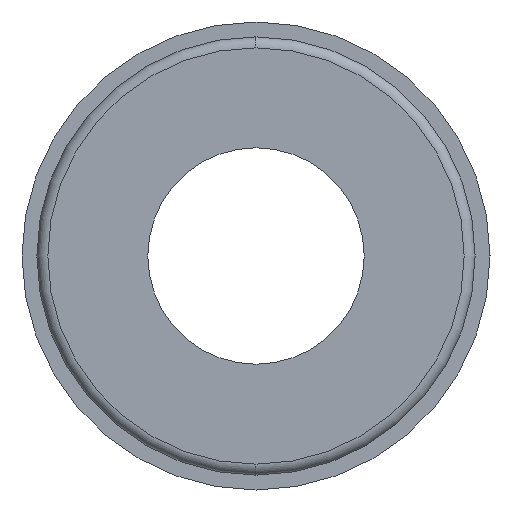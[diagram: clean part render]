
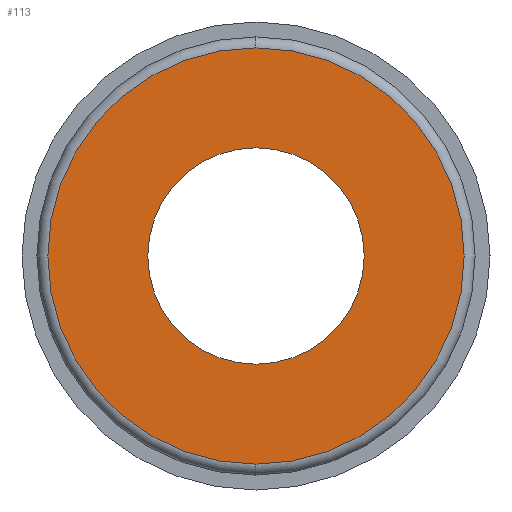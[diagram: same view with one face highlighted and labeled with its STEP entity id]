
A CAD part, left-side view. The second image highlights one B-rep face of the part: STEP entity #113.
In plain terms, the highlighted planar face has unit normal (-1, 0, 0).
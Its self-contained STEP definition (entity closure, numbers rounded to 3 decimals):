
#113=ADVANCED_FACE('',(#257,#258),#259,.T.);
#257=FACE_BOUND('',#402,.T.);
#258=FACE_OUTER_BOUND('',#403,.T.);
#259=PLANE('',#404);
#402=EDGE_LOOP('',(#951,#952));
#403=EDGE_LOOP('',(#953,#954,#955));
#404=AXIS2_PLACEMENT_3D('',#956,#957,#958);
#951=ORIENTED_EDGE('',*,*,#1110,.T.);
#952=ORIENTED_EDGE('',*,*,#1038,.T.);
#953=ORIENTED_EDGE('',*,*,#1132,.T.);
#954=ORIENTED_EDGE('',*,*,#963,.T.);
#955=ORIENTED_EDGE('',*,*,#1133,.T.);
#956=CARTESIAN_POINT('',(-12.87,-1.924,0.0));
#957=DIRECTION('',(-1.0,0.,0.0));
#958=DIRECTION('',(0.,-1.0,0.0));
#963=EDGE_CURVE('',#1135,#1141,#1143,.T.);
#1038=EDGE_CURVE('',#1277,#1281,#1283,.T.);
#1110=EDGE_CURVE('',#1281,#1277,#1399,.T.);
#1132=EDGE_CURVE('',#1422,#1135,#1423,.T.);
#1133=EDGE_CURVE('',#1141,#1422,#1424,.T.);
#1135=VERTEX_POINT('',#1426);
#1141=VERTEX_POINT('',#1432);
#1143=CIRCLE('',#1434,3.848);
#1277=VERTEX_POINT('',#1651);
#1281=VERTEX_POINT('',#1656);
#1283=CIRCLE('',#1659,2.0);
#1399=CIRCLE('',#1876,2.0);
#1422=VERTEX_POINT('',#1899);
#1423=CIRCLE('',#1900,3.848);
#1424=CIRCLE('',#1901,3.848);
#1426=CARTESIAN_POINT('',(-12.87,0.,3.848));
#1432=CARTESIAN_POINT('',(-12.87,0.,-3.848));
#1434=AXIS2_PLACEMENT_3D('',#1914,#1915,#1916);
#1651=CARTESIAN_POINT('',(-12.87,0.,-2.0));
#1656=CARTESIAN_POINT('',(-12.87,0.,2.0));
#1659=AXIS2_PLACEMENT_3D('',#2077,#2078,#2079);
#1876=AXIS2_PLACEMENT_3D('',#2183,#2184,#2185);
#1899=CARTESIAN_POINT('',(-12.87,-3.848,0.0));
#1900=AXIS2_PLACEMENT_3D('',#2249,#2250,#2251);
#1901=AXIS2_PLACEMENT_3D('',#2252,#2253,#2254);
#1914=CARTESIAN_POINT('',(-12.87,0.,0.0));
#1915=DIRECTION('',(-1.0,0.,0.0));
#1916=DIRECTION('',(0.,-1.0,0.0));
#2077=CARTESIAN_POINT('',(-12.87,0.0,0.0));
#2078=DIRECTION('',(1.0,0.,0.0));
#2079=DIRECTION('',(0.0,0.0,-1.0));
#2183=CARTESIAN_POINT('',(-12.87,0.0,0.0));
#2184=DIRECTION('',(1.0,0.,0.0));
#2185=DIRECTION('',(0.0,0.0,-1.0));
#2249=CARTESIAN_POINT('',(-12.87,0.,0.0));
#2250=DIRECTION('',(-1.0,0.,0.0));
#2251=DIRECTION('',(0.,-1.0,0.0));
#2252=CARTESIAN_POINT('',(-12.87,0.,0.0));
#2253=DIRECTION('',(-1.0,0.,0.0));
#2254=DIRECTION('',(0.,-1.0,0.0));
